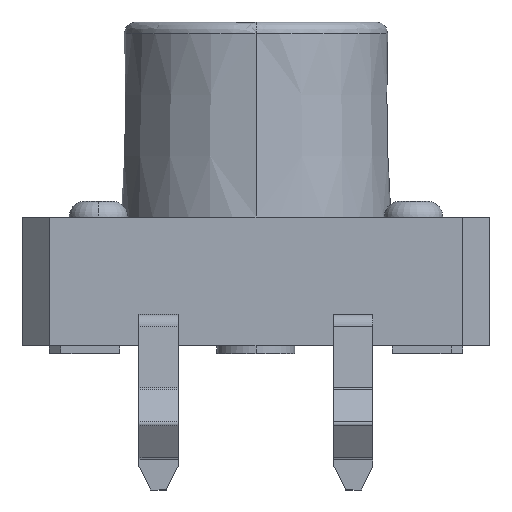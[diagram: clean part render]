
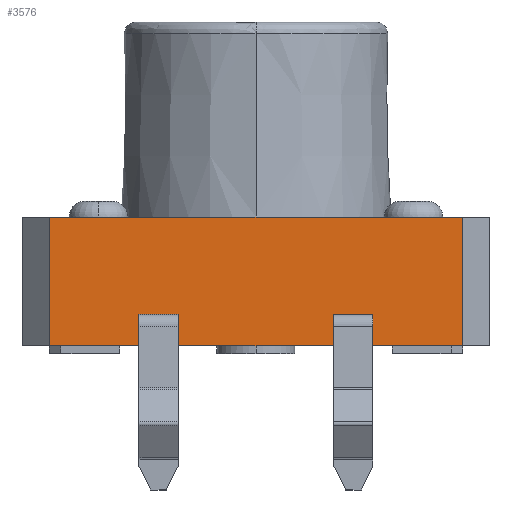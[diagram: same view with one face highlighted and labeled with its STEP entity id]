
A CAD part, left-side view. The second image highlights one B-rep face of the part: STEP entity #3576.
In plain terms, the highlighted planar face has unit normal (-1, 0, 0).
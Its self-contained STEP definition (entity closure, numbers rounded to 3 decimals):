
#110 = DIRECTION ( 'NONE',  ( 0., -1., 0. ) ) ;
#141 = VECTOR ( 'NONE', #539, 1000. ) ;
#205 = VECTOR ( 'NONE', #3867, 1000. ) ;
#299 = CARTESIAN_POINT ( 'NONE',  ( -6., 5.293, 3.5 ) ) ;
#381 = LINE ( 'NONE', #6403, #2564 ) ;
#386 = FACE_BOUND ( 'NONE', #4139, .T. ) ;
#388 = LINE ( 'NONE', #2581, #7052 ) ;
#453 = DIRECTION ( 'NONE',  ( 0., -1., 0. ) ) ;
#457 = FACE_BOUND ( 'NONE', #5217, .T. ) ;
#520 = CARTESIAN_POINT ( 'NONE',  ( -6., -5.293, 0. ) ) ;
#530 = CARTESIAN_POINT ( 'NONE',  ( -6., 2., 0.7 ) ) ;
#539 = DIRECTION ( 'NONE',  ( 0., 1., 0. ) ) ;
#571 = LINE ( 'NONE', #4985, #629 ) ;
#629 = VECTOR ( 'NONE', #1076, 1000. ) ;
#659 = VERTEX_POINT ( 'NONE', #4469 ) ;
#729 = VECTOR ( 'NONE', #110, 1000. ) ;
#748 = CARTESIAN_POINT ( 'NONE',  ( -6., 6., 1. ) ) ;
#1076 = DIRECTION ( 'NONE',  ( 0., 0., -1. ) ) ;
#1202 = CARTESIAN_POINT ( 'NONE',  ( -6., 6., 3.5 ) ) ;
#1279 = ORIENTED_EDGE ( 'NONE', *, *, #6440, .F. ) ;
#1337 = EDGE_CURVE ( 'NONE', #3643, #6799, #1945, .T. ) ;
#1364 = ORIENTED_EDGE ( 'NONE', *, *, #3407, .T. ) ;
#1399 = DIRECTION ( 'NONE',  ( 0., 1., 0. ) ) ;
#1423 = VERTEX_POINT ( 'NONE', #6806 ) ;
#1500 = LINE ( 'NONE', #520, #5283 ) ;
#1520 = VERTEX_POINT ( 'NONE', #5685 ) ;
#1660 = VERTEX_POINT ( 'NONE', #2482 ) ;
#1700 = VERTEX_POINT ( 'NONE', #299 ) ;
#1722 = CARTESIAN_POINT ( 'NONE',  ( -6., 3., 1. ) ) ;
#1767 = ORIENTED_EDGE ( 'NONE', *, *, #4191, .T. ) ;
#1770 = EDGE_CURVE ( 'NONE', #6830, #3643, #2549, .T. ) ;
#1831 = VERTEX_POINT ( 'NONE', #3277 ) ;
#1894 = DIRECTION ( 'NONE',  ( 0., -1., 0. ) ) ;
#1914 = VECTOR ( 'NONE', #7110, 1000. ) ;
#1945 = LINE ( 'NONE', #6335, #2601 ) ;
#1998 = EDGE_CURVE ( 'NONE', #3648, #6830, #5137, .T. ) ;
#2039 = EDGE_CURVE ( 'NONE', #1423, #1520, #5754, .T. ) ;
#2092 = ORIENTED_EDGE ( 'NONE', *, *, #1337, .T. ) ;
#2381 = ORIENTED_EDGE ( 'NONE', *, *, #1770, .T. ) ;
#2482 = CARTESIAN_POINT ( 'NONE',  ( -6., 5.293, 0.2 ) ) ;
#2514 = VERTEX_POINT ( 'NONE', #4107 ) ;
#2532 = DIRECTION ( 'NONE',  ( 0., 0., -1. ) ) ;
#2539 = DIRECTION ( 'NONE',  ( 0., 0., 1. ) ) ;
#2549 = LINE ( 'NONE', #4756, #1914 ) ;
#2564 = VECTOR ( 'NONE', #453, 1000. ) ;
#2581 = CARTESIAN_POINT ( 'NONE',  ( -6., 3., 0. ) ) ;
#2601 = VECTOR ( 'NONE', #1399, 1000. ) ;
#2770 = EDGE_CURVE ( 'NONE', #1831, #659, #1500, .T. ) ;
#2853 = CARTESIAN_POINT ( 'NONE',  ( -6., -2., 1. ) ) ;
#3003 = CARTESIAN_POINT ( 'NONE',  ( -6., -3., 0. ) ) ;
#3277 = CARTESIAN_POINT ( 'NONE',  ( -6., -5.293, 0.2 ) ) ;
#3293 = VECTOR ( 'NONE', #1894, 1000. ) ;
#3320 = CARTESIAN_POINT ( 'NONE',  ( -6., -2., 1. ) ) ;
#3344 = CARTESIAN_POINT ( 'NONE',  ( -6., 3., 0.7 ) ) ;
#3407 = EDGE_CURVE ( 'NONE', #6143, #1423, #6100, .T. ) ;
#3576 = ADVANCED_FACE ( 'NONE', ( #457, #386, #5257 ), #6408, .T. ) ;
#3631 = DIRECTION ( 'NONE',  ( -1., 0., 0. ) ) ;
#3643 = VERTEX_POINT ( 'NONE', #530 ) ;
#3648 = VERTEX_POINT ( 'NONE', #1722 ) ;
#3820 = ORIENTED_EDGE ( 'NONE', *, *, #1998, .T. ) ;
#3867 = DIRECTION ( 'NONE',  ( 0., 0., -1. ) ) ;
#3897 = EDGE_LOOP ( 'NONE', ( #4321, #6802, #4635, #4136 ) ) ;
#3899 = EDGE_CURVE ( 'NONE', #1520, #2514, #6523, .T. ) ;
#3985 = VECTOR ( 'NONE', #4530, 1000. ) ;
#4107 = CARTESIAN_POINT ( 'NONE',  ( -6., -2., 0.7 ) ) ;
#4136 = ORIENTED_EDGE ( 'NONE', *, *, #2770, .T. ) ;
#4139 = EDGE_LOOP ( 'NONE', ( #1767, #3820, #2381, #2092 ) ) ;
#4191 = EDGE_CURVE ( 'NONE', #6799, #3648, #388, .T. ) ;
#4299 = CARTESIAN_POINT ( 'NONE',  ( -6., 6., 0. ) ) ;
#4321 = ORIENTED_EDGE ( 'NONE', *, *, #5341, .T. ) ;
#4469 = CARTESIAN_POINT ( 'NONE',  ( -6., -5.293, 3.5 ) ) ;
#4530 = DIRECTION ( 'NONE',  ( 0., 1., 0. ) ) ;
#4621 = EDGE_CURVE ( 'NONE', #1660, #1831, #381, .T. ) ;
#4635 = ORIENTED_EDGE ( 'NONE', *, *, #4621, .T. ) ;
#4756 = CARTESIAN_POINT ( 'NONE',  ( -6., 2., 1. ) ) ;
#4767 = EDGE_CURVE ( 'NONE', #1700, #1660, #571, .T. ) ;
#4781 = DIRECTION ( 'NONE',  ( 0., 0., 1. ) ) ;
#4972 = AXIS2_PLACEMENT_3D ( 'NONE', #4299, #3631, #2539 ) ;
#4985 = CARTESIAN_POINT ( 'NONE',  ( -6., 5.293, 0. ) ) ;
#5050 = LINE ( 'NONE', #1202, #3985 ) ;
#5136 = ORIENTED_EDGE ( 'NONE', *, *, #3899, .T. ) ;
#5137 = LINE ( 'NONE', #748, #3293 ) ;
#5217 = EDGE_LOOP ( 'NONE', ( #6917, #5136, #1279, #1364 ) ) ;
#5257 = FACE_OUTER_BOUND ( 'NONE', #3897, .T. ) ;
#5283 = VECTOR ( 'NONE', #5898, 1000. ) ;
#5341 = EDGE_CURVE ( 'NONE', #659, #1700, #5050, .T. ) ;
#5475 = CARTESIAN_POINT ( 'NONE',  ( -6., 6., 0.7 ) ) ;
#5543 = CARTESIAN_POINT ( 'NONE',  ( -6., 2., 1. ) ) ;
#5685 = CARTESIAN_POINT ( 'NONE',  ( -6., -3., 0.7 ) ) ;
#5754 = LINE ( 'NONE', #3003, #5832 ) ;
#5832 = VECTOR ( 'NONE', #2532, 1000. ) ;
#5898 = DIRECTION ( 'NONE',  ( 0., 0., 1. ) ) ;
#6100 = LINE ( 'NONE', #6165, #729 ) ;
#6143 = VERTEX_POINT ( 'NONE', #3320 ) ;
#6165 = CARTESIAN_POINT ( 'NONE',  ( -6., 6., 1. ) ) ;
#6335 = CARTESIAN_POINT ( 'NONE',  ( -6., 6., 0.7 ) ) ;
#6403 = CARTESIAN_POINT ( 'NONE',  ( -6., 0., 0.2 ) ) ;
#6408 = PLANE ( 'NONE',  #4972 ) ;
#6440 = EDGE_CURVE ( 'NONE', #6143, #2514, #6682, .T. ) ;
#6523 = LINE ( 'NONE', #5475, #141 ) ;
#6682 = LINE ( 'NONE', #2853, #205 ) ;
#6799 = VERTEX_POINT ( 'NONE', #3344 ) ;
#6802 = ORIENTED_EDGE ( 'NONE', *, *, #4767, .T. ) ;
#6806 = CARTESIAN_POINT ( 'NONE',  ( -6., -3., 1. ) ) ;
#6830 = VERTEX_POINT ( 'NONE', #5543 ) ;
#6917 = ORIENTED_EDGE ( 'NONE', *, *, #2039, .T. ) ;
#7052 = VECTOR ( 'NONE', #4781, 1000. ) ;
#7110 = DIRECTION ( 'NONE',  ( 0., 0., -1. ) ) ;
